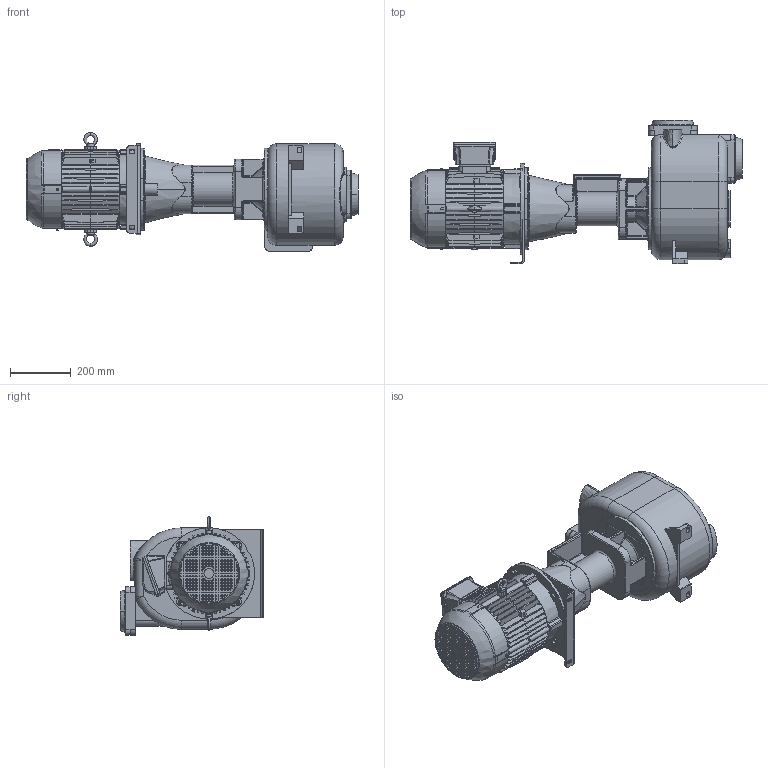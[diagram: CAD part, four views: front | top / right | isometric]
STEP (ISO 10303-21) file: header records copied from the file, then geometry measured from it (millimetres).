
FILE_DESCRIPTION((''),'2;1');
FILE_NAME('S105_BBT','2014-04-16T',('Amenduni'),(''),'PRO/ENGINEER BY PARAMETRIC TECHNOLOGY CORPORATION, 2013410','PRO/ENGINEER BY PARAMETRIC TECHNOLOGY CORPORATION, 2013410','');
FILE_SCHEMA(('CONFIG_CONTROL_DESIGN'));
Products named in the file (1): S105_BBT
Bounding box: 1093.2 x 472 x 390.98 mm (x, y, z)
Volume: 55951143.6 mm3; surface area: 1997256.5 mm2
Topology: 1 solids, 1 shells, 2958 faces, 7395 edges, 4697 vertices
Faces by surface type: plane 2066, cylinder 352, bspline 240, cone 169, torus 104, sphere 23, extrusion 4
Entity records: 119550 total; most frequent: CARTESIAN_POINT 51442, ORIENTED_EDGE 14730, DIRECTION 12779, EDGE_CURVE 7365, VECTOR 4853, LINE 4849, VERTEX_POINT 4697, AXIS2_PLACEMENT_3D 3963
